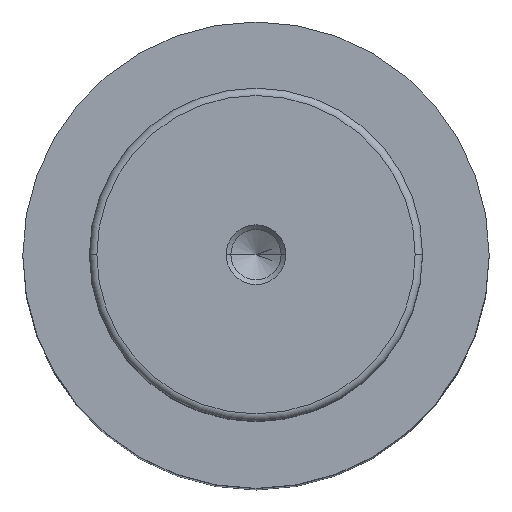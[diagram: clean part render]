
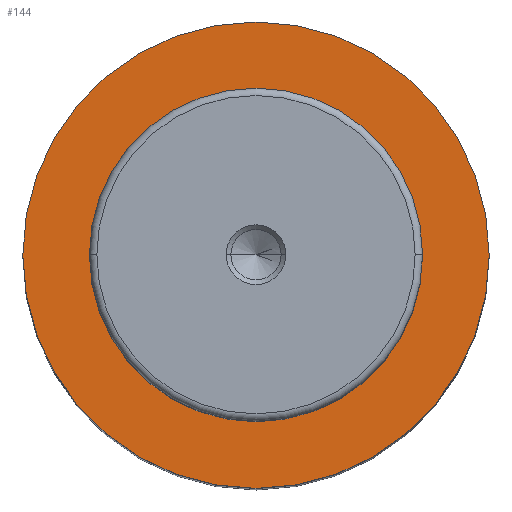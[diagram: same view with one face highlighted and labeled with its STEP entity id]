
A CAD part, top view. The second image highlights one B-rep face of the part: STEP entity #144.
In plain terms, the highlighted planar face has unit normal (0, 0, 1).
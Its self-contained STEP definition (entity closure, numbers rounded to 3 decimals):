
#11 = CARTESIAN_POINT ( 'NONE',  ( -22.5, 0., 124. ) ) ;
#60 = AXIS2_PLACEMENT_3D ( 'NONE', #1034, #197, #658 ) ;
#71 = AXIS2_PLACEMENT_3D ( 'NONE', #314, #774, #396 ) ;
#83 = ORIENTED_EDGE ( 'NONE', *, *, #178, .F. ) ;
#98 = PLANE ( 'NONE',  #359 ) ;
#104 = EDGE_CURVE ( 'NONE', #332, #956, #781, .T. ) ;
#144 = ADVANCED_FACE ( 'NONE', ( #1157, #430 ), #98, .T. ) ;
#178 = EDGE_CURVE ( 'NONE', #956, #332, #315, .T. ) ;
#197 = DIRECTION ( 'NONE',  ( 0., 0., -1. ) ) ;
#243 = CARTESIAN_POINT ( 'NONE',  ( 22.5, 0., 124. ) ) ;
#258 = CIRCLE ( 'NONE', #71, 22.5 ) ;
#267 = ORIENTED_EDGE ( 'NONE', *, *, #275, .T. ) ;
#275 = EDGE_CURVE ( 'NONE', #728, #505, #258, .T. ) ;
#281 = EDGE_CURVE ( 'NONE', #505, #728, #721, .T. ) ;
#314 = CARTESIAN_POINT ( 'NONE',  ( 0., 0., 124. ) ) ;
#315 = CIRCLE ( 'NONE', #789, 31.5 ) ;
#332 = VERTEX_POINT ( 'NONE', #680 ) ;
#359 = AXIS2_PLACEMENT_3D ( 'NONE', #11, #1134, #840 ) ;
#387 = EDGE_LOOP ( 'NONE', ( #476, #83 ) ) ;
#396 = DIRECTION ( 'NONE',  ( -1., 0., 0. ) ) ;
#427 = CARTESIAN_POINT ( 'NONE',  ( -22.5, 0., 124. ) ) ;
#430 = FACE_OUTER_BOUND ( 'NONE', #387, .T. ) ;
#476 = ORIENTED_EDGE ( 'NONE', *, *, #104, .F. ) ;
#505 = VERTEX_POINT ( 'NONE', #243 ) ;
#643 = EDGE_LOOP ( 'NONE', ( #267, #921 ) ) ;
#658 = DIRECTION ( 'NONE',  ( -1., 0., 0. ) ) ;
#661 = DIRECTION ( 'NONE',  ( -1., 0., 0. ) ) ;
#680 = CARTESIAN_POINT ( 'NONE',  ( -31.5, 0., 124. ) ) ;
#721 = CIRCLE ( 'NONE', #783, 22.5 ) ;
#728 = VERTEX_POINT ( 'NONE', #427 ) ;
#774 = DIRECTION ( 'NONE',  ( 0., 0., -1. ) ) ;
#781 = CIRCLE ( 'NONE', #60, 31.5 ) ;
#783 = AXIS2_PLACEMENT_3D ( 'NONE', #872, #1152, #1061 ) ;
#789 = AXIS2_PLACEMENT_3D ( 'NONE', #1032, #1122, #661 ) ;
#840 = DIRECTION ( 'NONE',  ( 1., 0., 0. ) ) ;
#872 = CARTESIAN_POINT ( 'NONE',  ( 0., 0., 124. ) ) ;
#921 = ORIENTED_EDGE ( 'NONE', *, *, #281, .T. ) ;
#956 = VERTEX_POINT ( 'NONE', #1127 ) ;
#1032 = CARTESIAN_POINT ( 'NONE',  ( 0., 0., 124. ) ) ;
#1034 = CARTESIAN_POINT ( 'NONE',  ( 0., 0., 124. ) ) ;
#1061 = DIRECTION ( 'NONE',  ( -1., 0., 0. ) ) ;
#1122 = DIRECTION ( 'NONE',  ( 0., 0., -1. ) ) ;
#1127 = CARTESIAN_POINT ( 'NONE',  ( 31.5, 0., 124. ) ) ;
#1134 = DIRECTION ( 'NONE',  ( 0., 0., 1. ) ) ;
#1152 = DIRECTION ( 'NONE',  ( 0., 0., -1. ) ) ;
#1157 = FACE_BOUND ( 'NONE', #643, .T. ) ;
